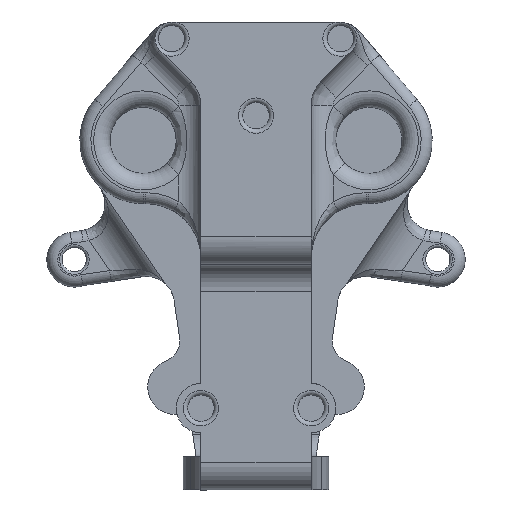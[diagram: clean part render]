
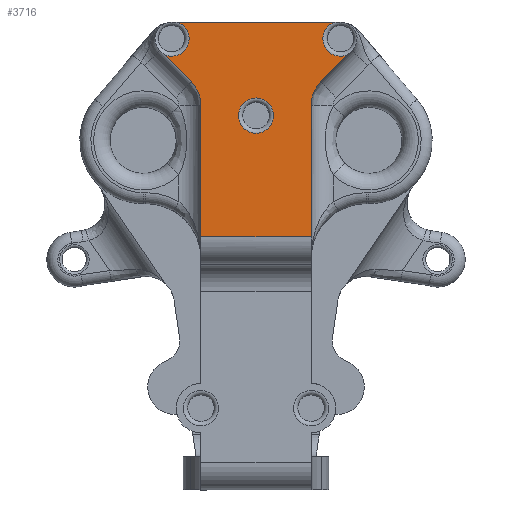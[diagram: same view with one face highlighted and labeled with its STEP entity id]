
A CAD part, front view. The second image highlights one B-rep face of the part: STEP entity #3716.
In plain terms, the highlighted planar face has unit normal (0, -1, 0).
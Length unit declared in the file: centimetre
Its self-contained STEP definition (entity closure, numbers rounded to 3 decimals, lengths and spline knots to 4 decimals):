
#82=FACE_BOUND('',#646,.T.);
#146=PLANE('',#4089);
#365=FACE_OUTER_BOUND('',#645,.T.);
#645=EDGE_LOOP('',(#2863,#2864,#2865,#2866,#2867,#2868,#2869,#2870,#2871,
#2872));
#646=EDGE_LOOP('',(#2873));
#969=CIRCLE('',#4087,0.32);
#971=CIRCLE('',#4090,0.6);
#972=CIRCLE('',#4091,0.6);
#973=CIRCLE('',#4092,0.32);
#974=CIRCLE('',#4093,0.32);
#1184=LINE('',#6102,#1410);
#1209=LINE('',#6271,#1435);
#1210=LINE('',#6275,#1436);
#1211=LINE('',#6277,#1437);
#1212=LINE('',#6279,#1438);
#1213=LINE('',#6283,#1439);
#1410=VECTOR('',#4749,1.);
#1435=VECTOR('',#4898,1.);
#1436=VECTOR('',#4901,1.);
#1437=VECTOR('',#4902,1.);
#1438=VECTOR('',#4903,1.);
#1439=VECTOR('',#4906,1.);
#1718=VERTEX_POINT('',#6094);
#1719=VERTEX_POINT('',#6101);
#1783=VERTEX_POINT('',#6255);
#1785=VERTEX_POINT('',#6270);
#1786=VERTEX_POINT('',#6272);
#1787=VERTEX_POINT('',#6274);
#1788=VERTEX_POINT('',#6276);
#1789=VERTEX_POINT('',#6278);
#1790=VERTEX_POINT('',#6280);
#1791=VERTEX_POINT('',#6282);
#1792=VERTEX_POINT('',#6285);
#2128=EDGE_CURVE('',#1718,#1719,#1184,.T.);
#2196=EDGE_CURVE('',#1783,#1718,#969,.T.);
#2199=EDGE_CURVE('',#1783,#1785,#1209,.T.);
#2200=EDGE_CURVE('',#1786,#1785,#971,.T.);
#2201=EDGE_CURVE('',#1787,#1786,#1210,.T.);
#2202=EDGE_CURVE('',#1787,#1788,#1211,.T.);
#2203=EDGE_CURVE('',#1789,#1788,#1212,.T.);
#2204=EDGE_CURVE('',#1790,#1789,#972,.T.);
#2205=EDGE_CURVE('',#1791,#1790,#1213,.T.);
#2206=EDGE_CURVE('',#1719,#1791,#973,.T.);
#2207=EDGE_CURVE('',#1792,#1792,#974,.T.);
#2863=ORIENTED_EDGE('',*,*,#2196,.F.);
#2864=ORIENTED_EDGE('',*,*,#2199,.T.);
#2865=ORIENTED_EDGE('',*,*,#2200,.F.);
#2866=ORIENTED_EDGE('',*,*,#2201,.F.);
#2867=ORIENTED_EDGE('',*,*,#2202,.T.);
#2868=ORIENTED_EDGE('',*,*,#2203,.F.);
#2869=ORIENTED_EDGE('',*,*,#2204,.F.);
#2870=ORIENTED_EDGE('',*,*,#2205,.F.);
#2871=ORIENTED_EDGE('',*,*,#2206,.F.);
#2872=ORIENTED_EDGE('',*,*,#2128,.F.);
#2873=ORIENTED_EDGE('',*,*,#2207,.F.);
#3716=ADVANCED_FACE('',(#365,#82),#146,.T.);
#4087=AXIS2_PLACEMENT_3D('',#6262,#4892,#4893);
#4089=AXIS2_PLACEMENT_3D('',#6269,#4896,#4897);
#4090=AXIS2_PLACEMENT_3D('',#6273,#4899,#4900);
#4091=AXIS2_PLACEMENT_3D('',#6281,#4904,#4905);
#4092=AXIS2_PLACEMENT_3D('',#6284,#4907,#4908);
#4093=AXIS2_PLACEMENT_3D('',#6286,#4909,#4910);
#4749=DIRECTION('',(1.,0.,0.));
#4892=DIRECTION('center_axis',(0.,-1.,0.));
#4893=DIRECTION('ref_axis',(1.,0.,0.));
#4896=DIRECTION('center_axis',(0.,-1.,0.));
#4897=DIRECTION('ref_axis',(0.,0.,-1.));
#4898=DIRECTION('',(0.707,0.,-0.707));
#4899=DIRECTION('center_axis',(0.,-1.,0.));
#4900=DIRECTION('ref_axis',(1.,0.,0.));
#4901=DIRECTION('',(0.,0.,1.));
#4902=DIRECTION('',(1.,0.,0.));
#4903=DIRECTION('',(0.,0.,-1.));
#4904=DIRECTION('center_axis',(0.,-1.,0.));
#4905=DIRECTION('ref_axis',(-0.707,0.,0.707));
#4906=DIRECTION('',(-0.707,0.,-0.707));
#4907=DIRECTION('center_axis',(0.,-1.,0.));
#4908=DIRECTION('ref_axis',(1.,0.,0.));
#4909=DIRECTION('center_axis',(0.,-1.,0.));
#4910=DIRECTION('ref_axis',(1.,0.,0.));
#6094=CARTESIAN_POINT('',(-1.4325,-5.2,8.));
#6101=CARTESIAN_POINT('',(1.4325,-5.2,8.));
#6102=CARTESIAN_POINT('',(0.,-5.2,8.));
#6255=CARTESIAN_POINT('',(-1.6685,-5.2,7.406));
#6262=CARTESIAN_POINT('Origin',(-1.5351,-5.2,7.6969));
#6269=CARTESIAN_POINT('Origin',(0.,-5.2,8.));
#6270=CARTESIAN_POINT('',(-1.1757,-5.2,6.9132));
#6271=CARTESIAN_POINT('',(-1.7473,-5.2,7.4848));
#6272=CARTESIAN_POINT('',(-1.,-5.2,6.489));
#6273=CARTESIAN_POINT('Origin',(-1.6,-5.2,6.489));
#6274=CARTESIAN_POINT('',(-1.,-5.2,4.1));
#6275=CARTESIAN_POINT('',(-1.,-5.2,4.1));
#6276=CARTESIAN_POINT('',(1.,-5.2,4.1));
#6277=CARTESIAN_POINT('',(0.,-5.2,4.1));
#6278=CARTESIAN_POINT('',(1.,-5.2,6.489));
#6279=CARTESIAN_POINT('',(1.,-5.2,4.1));
#6280=CARTESIAN_POINT('',(1.1757,-5.2,6.9132));
#6281=CARTESIAN_POINT('Origin',(1.6,-5.2,6.489));
#6282=CARTESIAN_POINT('',(1.6685,-5.2,7.406));
#6283=CARTESIAN_POINT('',(1.7473,-5.2,7.4848));
#6284=CARTESIAN_POINT('Origin',(1.5351,-5.2,7.6969));
#6285=CARTESIAN_POINT('',(-0.32,-5.2,6.3));
#6286=CARTESIAN_POINT('Origin',(0.,-5.2,6.3));
